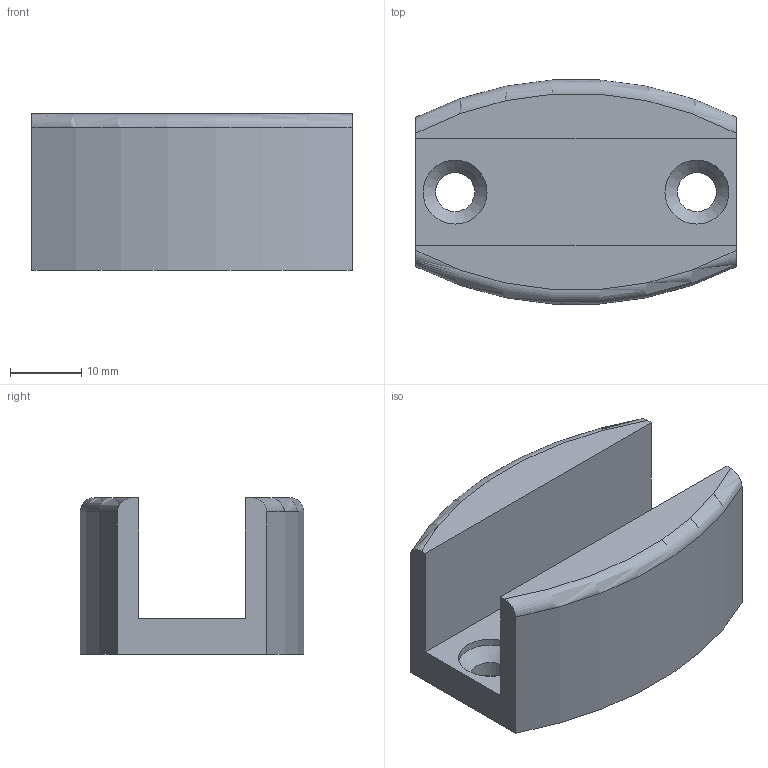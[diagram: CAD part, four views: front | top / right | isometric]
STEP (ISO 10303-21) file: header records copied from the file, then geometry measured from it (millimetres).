
FILE_DESCRIPTION(/* description */ ('Unknown'),/* implementation_level */ '2;1');
FILE_NAME(/* name */ 'SA88300A-5A',/* time_stamp */ '2018-05-03T14:15:57+02:00',/* author */ ('Unknown'),/* organization */ ('Unknown'),/* preprocessor_version */ 'ST-DEVELOPER v16.7',/* originating_system */ 'DEX',/* authorisation */ $);
FILE_SCHEMA (('AUTOMOTIVE_DESIGN {1 0 10303 214 3 1 1}'));
Length unit declared in the file: millimetre
Products named in the file (1): SA88300A-5A
Bounding box: 45 x 31.47 x 22 mm (x, y, z)
Volume: 15992.6 mm3; surface area: 6525.1 mm2
Topology: 1 solids, 1 shells, 18 faces, 48 edges, 32 vertices
Faces by surface type: plane 8, cylinder 6, torus 2, cone 2
Full cylindrical faces by diameter (mm): 5.5 x2, 9 x2
Entity records: 546 total; most frequent: CARTESIAN_POINT 101, DIRECTION 86, ORIENTED_EDGE 76, EDGE_CURVE 38, AXIS2_PLACEMENT_3D 33, VERTEX_POINT 28, EDGE_LOOP 28, FACE_BOUND 28
